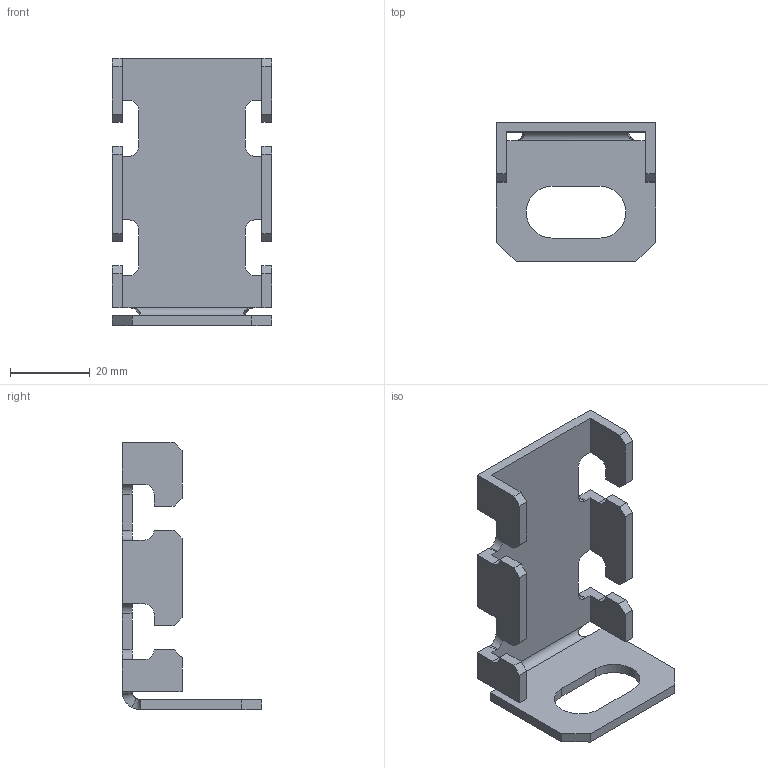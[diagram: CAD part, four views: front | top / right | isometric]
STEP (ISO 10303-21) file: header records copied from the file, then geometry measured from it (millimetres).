
FILE_DESCRIPTION((''),'2;1');
FILE_NAME('6015345','2015-06-02T',('AndreasKeweloh'),(''),'CREO PARAMETRIC BY PTC INC, 2014500','CREO PARAMETRIC BY PTC INC, 2014500','');
FILE_SCHEMA(('CONFIG_CONTROL_DESIGN'));
Length unit declared in the file: millimetre
Products named in the file (1): 6015345
Bounding box: 40 x 35 x 67 mm (x, y, z)
Volume: 10647 mm3; surface area: 10010.9 mm2
Topology: 1 solids, 1 shells, 105 faces, 303 edges, 200 vertices
Faces by surface type: plane 68, cylinder 25, bspline 12
Entity records: 3981 total; most frequent: CARTESIAN_POINT 1214, ORIENTED_EDGE 606, DIRECTION 513, EDGE_CURVE 303, VECTOR 231, LINE 231, VERTEX_POINT 200, AXIS2_PLACEMENT_3D 141
